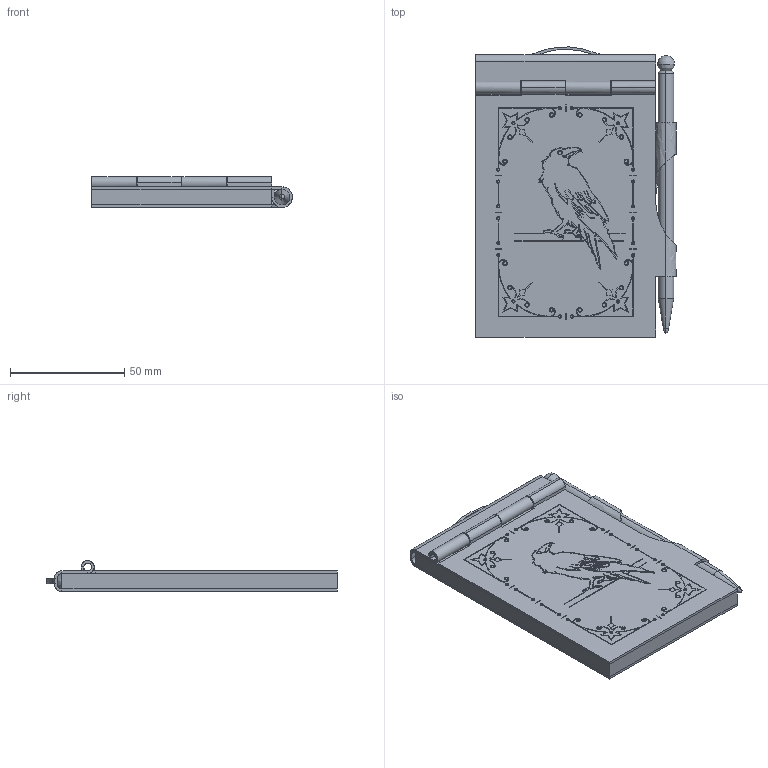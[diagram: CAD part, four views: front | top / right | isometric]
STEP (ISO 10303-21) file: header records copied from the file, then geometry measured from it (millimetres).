
FILE_DESCRIPTION(('FreeCAD Model'),'2;1');
FILE_NAME('Open CASCADE Shape Model','2025-04-25T15:37:27',('FreeCAD'),( 'FreeCAD'),'Open CASCADE STEP processor 7.6','FreeCAD','Unknown');
FILE_SCHEMA(('AUTOMOTIVE_DESIGN { 1 0 10303 214 1 1 1 1 }'));
Products named in the file (1): Open CASCADE STEP translator 7.6 1
Bounding box: 87.91 x 127.21 x 13.53 mm (x, y, z)
Volume: 92503.4 mm3; surface area: 70073.6 mm2
Topology: 4 solids, 4 shells, 1774 faces, 4636 edges, 3069 vertices
Faces by surface type: bspline 1774
Entity records: 55475 total; most frequent: CARTESIAN_POINT 29310, ORIENTED_EDGE 9266, EDGE_CURVE 4633, VERTEX_POINT 3069, B_SPLINE_CURVE_WITH_KNOTS 2658, FACE_BOUND 1980, EDGE_LOOP 1980, ADVANCED_FACE 1774
